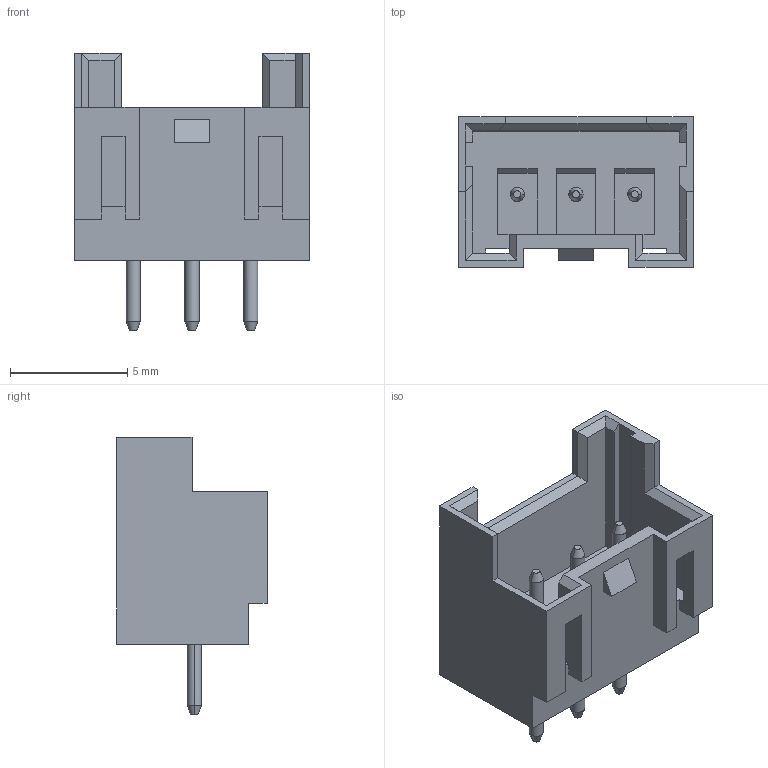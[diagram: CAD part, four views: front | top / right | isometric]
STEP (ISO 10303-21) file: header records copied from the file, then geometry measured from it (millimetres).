
FILE_DESCRIPTION(('Open CASCADE Model'),'2;1');
FILE_NAME('Open CASCADE Shape Model','2026-02-19T03:25:15',('Author'),( 'Open CASCADE'),'Open CASCADE STEP processor 7.8','Open CASCADE 7.8' ,'Unknown');
FILE_SCHEMA(('AUTOMOTIVE_DESIGN { 1 0 10303 214 1 1 1 1 }'));
Length unit declared in the file: millimetre
Products named in the file (1): COMPOUND
Bounding box: 10 x 6.4 x 11.8 mm (x, y, z)
Volume: 207.5 mm3; surface area: 562.1 mm2
Topology: 14 solids, 14 shells, 409 faces, 1085 edges, 714 vertices
Faces by surface type: bspline 409
Entity records: 15574 total; most frequent: CARTESIAN_POINT 5882, ORIENTED_EDGE 2170, EDGE_CURVE 1085, B_SPLINE_CURVE_WITH_KNOTS 1049, VERTEX_POINT 714, FACE_BOUND 435, EDGE_LOOP 435, PRESENTATION_STYLE_ASSIGNMENT 423
